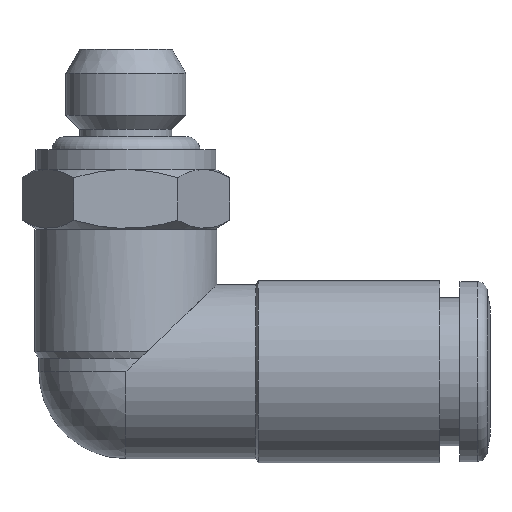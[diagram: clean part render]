
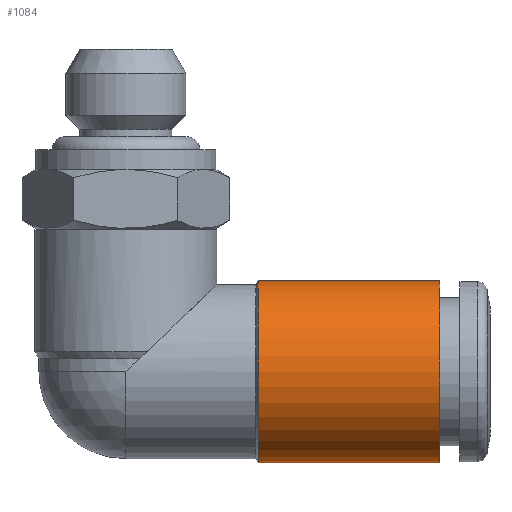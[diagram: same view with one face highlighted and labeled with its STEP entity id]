
A CAD part, front view. The second image highlights one B-rep face of the part: STEP entity #1084.
In plain terms, the highlighted cylindrical face has radius 4.55 mm (diameter 9.1 mm), a partial arc.
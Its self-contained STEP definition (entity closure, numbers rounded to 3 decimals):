
#616=VERTEX_POINT('',#1575);
#646=EDGE_CURVE('',#920,#616,#1609,.T.);
#688=VERTEX_POINT('',#1655);
#920=VERTEX_POINT('',#1918);
#998=EDGE_CURVE('',#920,#688,#2001,.T.);
#1034=EDGE_CURVE('',#688,#1252,#2041,.T.);
#1066=EDGE_CURVE('',#1252,#616,#2076,.T.);
#1084=ADVANCED_FACE('',(#2095),#2096,.T.);
#1252=VERTEX_POINT('',#2285);
#1575=CARTESIAN_POINT('',(15.7,0.0,-15.65));
#1609=CIRCLE('',#2791,4.55);
#1655=CARTESIAN_POINT('',(6.615,0.,-6.55));
#1918=CARTESIAN_POINT('',(15.7,0.,-6.55));
#2001=LINE('',#3395,#3396);
#2041=CIRCLE('',#3448,4.55);
#2076=LINE('',#3493,#3494);
#2095=FACE_OUTER_BOUND('',#3596,.T.);
#2096=CYLINDRICAL_SURFACE('',#3597,4.55);
#2285=CARTESIAN_POINT('',(6.615,0.0,-15.65));
#2791=AXIS2_PLACEMENT_3D('',#4437,#4438,#4439);
#3395=CARTESIAN_POINT('',(11.158,0.,-6.55));
#3396=VECTOR('',#4930,1.0);
#3448=AXIS2_PLACEMENT_3D('',#4973,#4974,#4975);
#3493=CARTESIAN_POINT('',(11.158,0.,-15.65));
#3494=VECTOR('',#5010,1.0);
#3596=EDGE_LOOP('',(#5023,#5024,#5025,#5026));
#3597=AXIS2_PLACEMENT_3D('',#5027,#5028,#5029);
#4437=CARTESIAN_POINT('',(15.7,0.0,-11.1));
#4438=DIRECTION('',(1.0,0.0,0.0));
#4439=DIRECTION('',(0.0,0.0,-1.0));
#4930=DIRECTION('',(-1.0,-0.0,-0.0));
#4973=CARTESIAN_POINT('',(6.615,0.0,-11.1));
#4974=DIRECTION('',(1.0,0.0,0.0));
#4975=DIRECTION('',(0.0,0.0,-1.0));
#5010=DIRECTION('',(1.0,0.0,0.0));
#5023=ORIENTED_EDGE('',*,*,#1066,.T.);
#5024=ORIENTED_EDGE('',*,*,#646,.F.);
#5025=ORIENTED_EDGE('',*,*,#998,.T.);
#5026=ORIENTED_EDGE('',*,*,#1034,.T.);
#5027=CARTESIAN_POINT('',(11.158,0.0,-11.1));
#5028=DIRECTION('',(-1.0,-0.0,-0.0));
#5029=DIRECTION('',(0.0,0.0,-1.0));
